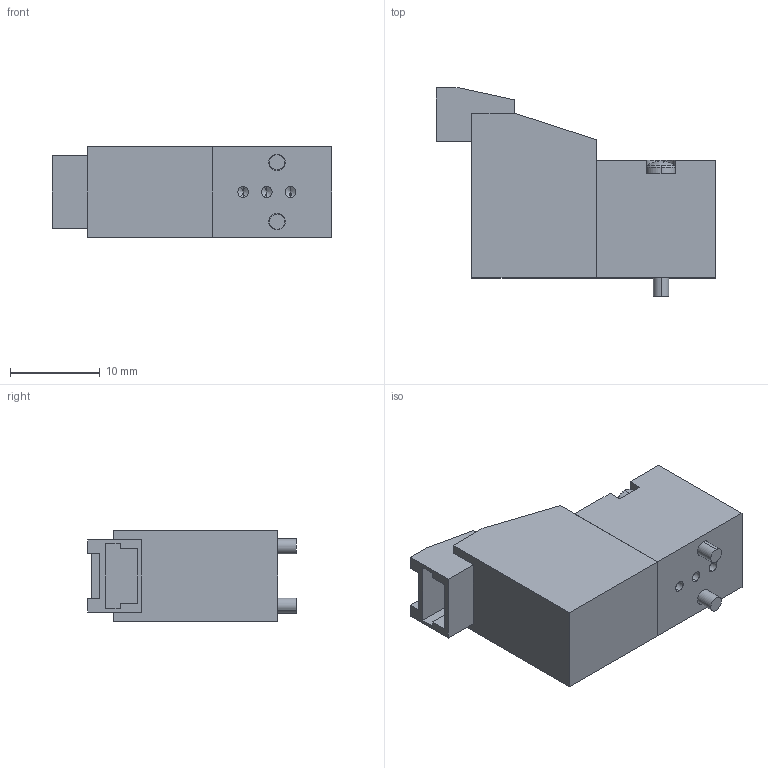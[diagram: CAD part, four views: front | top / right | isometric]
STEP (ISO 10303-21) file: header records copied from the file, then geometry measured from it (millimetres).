
FILE_DESCRIPTION (( 'STEP AP214' ), '1' );
FILE_NAME ('GVP-311C-12D.step', '2018-10-25T18:25:01', ( '' ), ( '' ), 'SwSTEP 2.0', 'SolidWorks 2018', '' );
FILE_SCHEMA (( 'AUTOMOTIVE_DESIGN' ));
Length unit declared in the file: inch
Products named in the file (1): GVP-311C-12D
Bounding box: 31.14 x 23.2 x 10.11 mm (x, y, z)
Volume: 4247.3 mm3; surface area: 2709 mm2
Topology: 4 solids, 4 shells, 126 faces, 305 edges, 191 vertices
Faces by surface type: plane 83, cylinder 29, cone 6, torus 4, sphere 4
Entity records: 5344 total; most frequent: DIRECTION 655, CARTESIAN_POINT 617, ORIENTED_EDGE 598, EDGE_CURVE 299, AXIS2_PLACEMENT_3D 229, LINE 197, VECTOR 197, VERTEX_POINT 191
